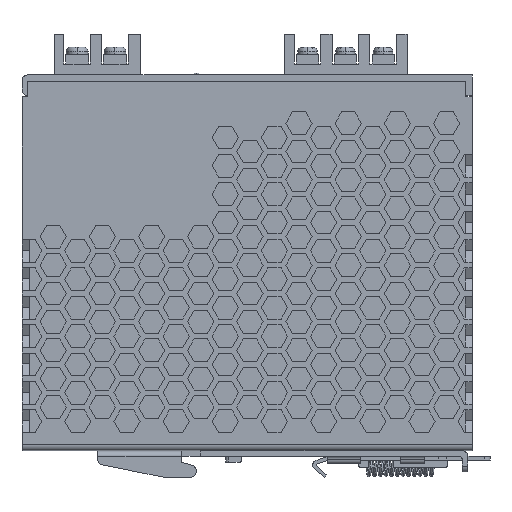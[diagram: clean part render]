
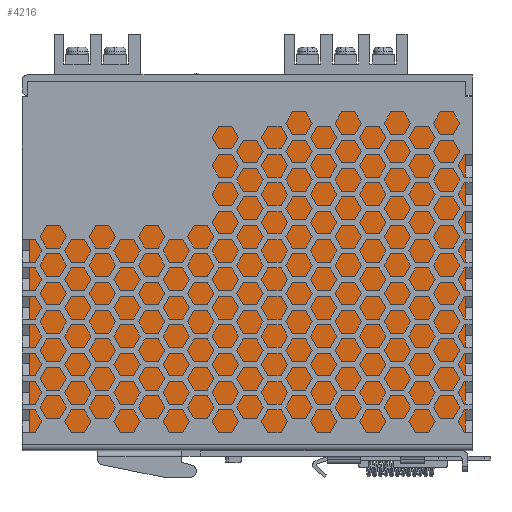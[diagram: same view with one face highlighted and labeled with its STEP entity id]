
A CAD part, left-side view. The second image highlights one B-rep face of the part: STEP entity #4216.
In plain terms, the highlighted planar face has unit normal (-1, 0, 0).
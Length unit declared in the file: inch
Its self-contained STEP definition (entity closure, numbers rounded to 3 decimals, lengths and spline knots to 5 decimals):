
#1802 = VERTEX_POINT ( 'NONE', #60878 ) ;
#1841 = EDGE_CURVE ( 'NONE', #1880, #1802, #60987, .T. ) ;
#1880 = VERTEX_POINT ( 'NONE', #61065 ) ;
#4216 = ADVANCED_FACE ( 'NONE', ( #24430 ), #24476, .F. ) ;
#4220 = ORIENTED_EDGE ( 'NONE', *, *, #4283, .F. ) ;
#4227 = EDGE_CURVE ( 'NONE', #1802, #7375, #24459, .T. ) ;
#4234 = EDGE_LOOP ( 'NONE', ( #4238, #4289, #4220, #4287 ) ) ;
#4238 = ORIENTED_EDGE ( 'NONE', *, *, #4227, .F. ) ;
#4283 = EDGE_CURVE ( 'NONE', #7363, #1880, #24530, .T. ) ;
#4287 = ORIENTED_EDGE ( 'NONE', *, *, #7452, .F. ) ;
#4289 = ORIENTED_EDGE ( 'NONE', *, *, #1841, .F. ) ;
#7363 = VERTEX_POINT ( 'NONE', #35599 ) ;
#7375 = VERTEX_POINT ( 'NONE', #35661 ) ;
#7452 = EDGE_CURVE ( 'NONE', #7375, #7363, #36123, .T. ) ;
#24430 = FACE_OUTER_BOUND ( 'NONE', #4234, .T. ) ;
#24458 = VECTOR ( 'NONE', #24470, 39.37008 ) ;
#24459 = LINE ( 'NONE', #24471, #24458 ) ;
#24465 = DIRECTION ( 'NONE',  ( 0., 0., -1. ) ) ;
#24466 = DIRECTION ( 'NONE',  ( 1., 0., 0. ) ) ;
#24467 = CARTESIAN_POINT ( 'NONE',  ( 0.56, -2.305, -3.785 ) ) ;
#24470 = DIRECTION ( 'NONE',  ( 0., 1., 0. ) ) ;
#24471 = CARTESIAN_POINT ( 'NONE',  ( 0.56, 2.305, -3.785 ) ) ;
#24476 = PLANE ( 'NONE',  #24486 ) ;
#24486 = AXIS2_PLACEMENT_3D ( 'NONE', #24467, #24466, #24465 ) ;
#24527 = DIRECTION ( 'NONE',  ( 0., -1., 0. ) ) ;
#24528 = VECTOR ( 'NONE', #24527, 39.37008 ) ;
#24529 = CARTESIAN_POINT ( 'NONE',  ( 0.56, 2.305, -0.20828 ) ) ;
#24530 = LINE ( 'NONE', #24529, #24528 ) ;
#35599 = CARTESIAN_POINT ( 'NONE',  ( 0.56, 2.305, -0.20828 ) ) ;
#35661 = CARTESIAN_POINT ( 'NONE',  ( 0.56, 2.305, -3.785 ) ) ;
#36119 = DIRECTION ( 'NONE',  ( 0., 0., 1. ) ) ;
#36120 = VECTOR ( 'NONE', #36119, 39.37008 ) ;
#36122 = CARTESIAN_POINT ( 'NONE',  ( 0.56, 2.305, -0.20828 ) ) ;
#36123 = LINE ( 'NONE', #36122, #36120 ) ;
#60878 = CARTESIAN_POINT ( 'NONE',  ( 0.56, -2.305, -3.785 ) ) ;
#60984 = DIRECTION ( 'NONE',  ( 0., 0., -1. ) ) ;
#60985 = VECTOR ( 'NONE', #60984, 39.37008 ) ;
#60986 = CARTESIAN_POINT ( 'NONE',  ( 0.56, -2.305, -0.20828 ) ) ;
#60987 = LINE ( 'NONE', #60986, #60985 ) ;
#61065 = CARTESIAN_POINT ( 'NONE',  ( 0.56, -2.305, -0.20828 ) ) ;
